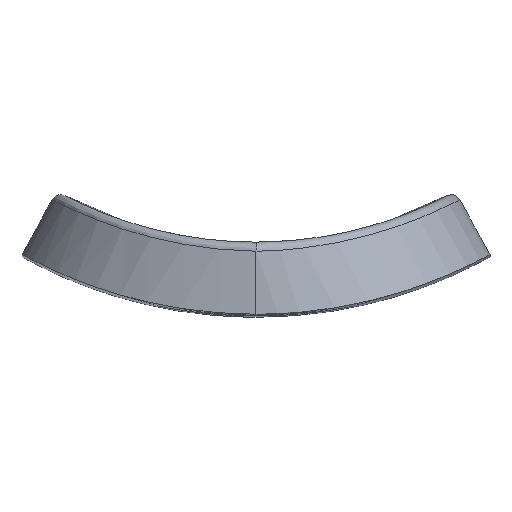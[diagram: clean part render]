
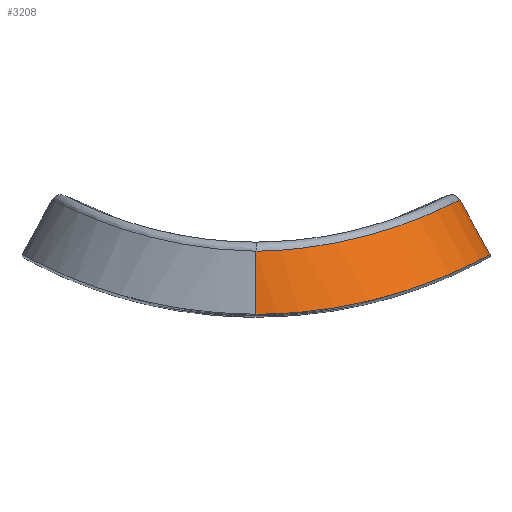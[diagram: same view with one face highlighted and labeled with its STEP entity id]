
A CAD part, top view. The second image highlights one B-rep face of the part: STEP entity #3208.
In plain terms, the highlighted cylindrical face has radius 12 mm (diameter 24 mm), a partial arc.
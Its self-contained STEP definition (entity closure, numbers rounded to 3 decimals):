
#88 = CARTESIAN_POINT ( 'NONE',  ( 11.29, 2.706, 37.337 ) ) ;
#343 = CARTESIAN_POINT ( 'NONE',  ( 8.056, 4.805, 40.5 ) ) ;
#479 = CARTESIAN_POINT ( 'NONE',  ( 9.196, 5.278, 38.67 ) ) ;
#525 = CARTESIAN_POINT ( 'NONE',  ( 7.131, 4.464, 41.601 ) ) ;
#698 = CARTESIAN_POINT ( 'NONE',  ( 0., 1.081, 45. ) ) ;
#895 = CARTESIAN_POINT ( 'NONE',  ( 4.353, 0.381, 44.321 ) ) ;
#918 = EDGE_CURVE ( 'NONE', #12532, #11888, #8610, .T. ) ;
#953 = VERTEX_POINT ( 'NONE', #7965 ) ;
#1082 = CARTESIAN_POINT ( 'NONE',  ( 11.717, 2.929, 35.792 ) ) ;
#1391 = CARTESIAN_POINT ( 'NONE',  ( 1.462, 3.297, 44.657 ) ) ;
#1479 = CARTESIAN_POINT ( 'NONE',  ( 9.96, 5.64, 36.624 ) ) ;
#1535 = CARTESIAN_POINT ( 'NONE',  ( 0.369, 3.237, 44.856 ) ) ;
#1845 = CARTESIAN_POINT ( 'NONE',  ( 10.517, 2.325, 39.15 ) ) ;
#1927 = CARTESIAN_POINT ( 'NONE',  ( 7.494, 1.144, 42.694 ) ) ;
#2148 = CARTESIAN_POINT ( 'NONE',  ( 12., 3.082, 33. ) ) ;
#2422 = CARTESIAN_POINT ( 'NONE',  ( 4.535, 3.749, 43.522 ) ) ;
#2609 = CARTESIAN_POINT ( 'NONE',  ( 2.886, 3.446, 44.266 ) ) ;
#2688 = LINE ( 'NONE', #8745, #6103 ) ;
#2791 = CARTESIAN_POINT ( 'NONE',  ( 3.198, 0.203, 44.65 ) ) ;
#2812 = VERTEX_POINT ( 'NONE', #2148 ) ;
#3181 = CARTESIAN_POINT ( 'NONE',  ( 12., 3.082, 33. ) ) ;
#3208 = ADVANCED_FACE ( 'NONE', ( #12686 ), #11067, .T. ) ;
#3489 = CARTESIAN_POINT ( 'NONE',  ( 5.468, 3.97, 42.959 ) ) ;
#3953 = CARTESIAN_POINT ( 'NONE',  ( 9.659, 1.948, 40.467 ) ) ;
#4145 = CARTESIAN_POINT ( 'NONE',  ( 12., 3.082, 33.813 ) ) ;
#4594 = CARTESIAN_POINT ( 'NONE',  ( 10.394, 5.859, 34.476 ) ) ;
#4729 = CARTESIAN_POINT ( 'NONE',  ( 8.472, 4.97, 39.91 ) ) ;
#4897 = CARTESIAN_POINT ( 'NONE',  ( 0., 0., 45. ) ) ;
#4986 = CARTESIAN_POINT ( 'NONE',  ( 3.974, 0.316, 44.443 ) ) ;
#5264 = CARTESIAN_POINT ( 'NONE',  ( 11.628, 2.882, 36.181 ) ) ;
#5511 = EDGE_LOOP ( 'NONE', ( #9097, #10518, #11167, #11800 ) ) ;
#5626 = CARTESIAN_POINT ( 'NONE',  ( 10.215, 5.768, 35.557 ) ) ;
#5648 = DIRECTION ( 'NONE',  ( 0.482, -0.876, 0. ) ) ;
#5669 = CARTESIAN_POINT ( 'NONE',  ( 9.854, 5.588, 36.978 ) ) ;
#5690 = CARTESIAN_POINT ( 'NONE',  ( -10.515, 19.117, 33. ) ) ;
#5745 = DIRECTION ( 'NONE',  ( 0.482, -0.876, 0. ) ) ;
#5981 = B_SPLINE_CURVE_WITH_KNOTS ( 'NONE', 3,
 ( #3181, #4145, #11347, #1082, #5264, #6302, #88, #8256, #1845, #7967, #3953, #7116, #8060, #9081, #1927, #12077, #6979, #895, #4986, #2791, #8017, #8155, #11025, #4897 ),
 .UNSPECIFIED., .F., .F.,
 ( 4, 2, 2, 2, 2, 2, 2, 2, 2, 2, 2, 4 ),
 ( 0., 0.002, 0.004, 0.005, 0.007, 0.008, 0.01, 0.012, 0.014, 0.016, 0.017, 0.019 ),
 .UNSPECIFIED. ) ;
#6103 = VECTOR ( 'NONE', #5648, 1000. ) ;
#6211 = EDGE_CURVE ( 'NONE', #12532, #2812, #2688, .T. ) ;
#6302 = CARTESIAN_POINT ( 'NONE',  ( 11.415, 2.77, 36.954 ) ) ;
#6661 = CARTESIAN_POINT ( 'NONE',  ( 3.563, 3.554, 44.006 ) ) ;
#6688 = DIRECTION ( 'NONE',  ( 0.876, 0.482, 0. ) ) ;
#6979 = CARTESIAN_POINT ( 'NONE',  ( 5.461, 0.595, 43.903 ) ) ;
#7116 = CARTESIAN_POINT ( 'NONE',  ( 9.172, 1.749, 41.082 ) ) ;
#7251 = CARTESIAN_POINT ( 'NONE',  ( 0., 3.231, 44.899 ) ) ;
#7616 = CARTESIAN_POINT ( 'NONE',  ( 7.833, 4.719, 40.787 ) ) ;
#7748 = CARTESIAN_POINT ( 'NONE',  ( 6.615, 4.293, 42.092 ) ) ;
#7873 = EDGE_CURVE ( 'NONE', #2812, #953, #5981, .T. ) ;
#7965 = CARTESIAN_POINT ( 'NONE',  ( 0., 0., 45. ) ) ;
#7967 = CARTESIAN_POINT ( 'NONE',  ( 9.888, 2.046, 40.144 ) ) ;
#8017 = CARTESIAN_POINT ( 'NONE',  ( 2.803, 0.155, 44.736 ) ) ;
#8048 =( BOUNDED_CURVE ( )  B_SPLINE_CURVE ( 3, ( #9072, #698, #13181, #13048 ),
 .UNSPECIFIED., .F., .T. ) 
 B_SPLINE_CURVE_WITH_KNOTS ( ( 4, 4 ),
 ( 4.712, 4.843 ),
 .UNSPECIFIED. ) 
 CURVE ( )  GEOMETRIC_REPRESENTATION_ITEM ( )  RATIONAL_B_SPLINE_CURVE ( ( 1., 0.999, 0.999, 1. ) ) 
 REPRESENTATION_ITEM ( '' )  );
#8060 = CARTESIAN_POINT ( 'NONE',  ( 8.914, 1.648, 41.374 ) ) ;
#8155 = CARTESIAN_POINT ( 'NONE',  ( 1.616, 0.04, 44.937 ) ) ;
#8256 = CARTESIAN_POINT ( 'NONE',  ( 10.865, 2.493, 38.449 ) ) ;
#8610 = B_SPLINE_CURVE_WITH_KNOTS ( 'NONE', 3,
 ( #10741, #10797, #4594, #5626, #12830, #1479, #5669, #11893, #479, #11839, #4729, #343, #7616, #525, #7748, #9651, #3489, #8724, #2422, #6661, #2609, #12882, #1391, #12921, #1535, #8636 ),
 .UNSPECIFIED., .F., .F.,
 ( 4, 2, 2, 2, 2, 2, 2, 2, 2, 2, 2, 2, 4 ),
 ( 0., 0.002, 0.003, 0.004, 0.007, 0.008, 0.009, 0.011, 0.012, 0.013, 0.015, 0.016, 0.018 ),
 .UNSPECIFIED. ) ;
#8636 = CARTESIAN_POINT ( 'NONE',  ( 0., 3.231, 44.899 ) ) ;
#8724 = CARTESIAN_POINT ( 'NONE',  ( 4.851, 3.82, 43.345 ) ) ;
#8745 = CARTESIAN_POINT ( 'NONE',  ( 12., 3.082, 33. ) ) ;
#8957 = CARTESIAN_POINT ( 'NONE',  ( 10.455, 5.891, 33. ) ) ;
#9072 = CARTESIAN_POINT ( 'NONE',  ( 0., 0., 45. ) ) ;
#9081 = CARTESIAN_POINT ( 'NONE',  ( 8.097, 1.346, 42.202 ) ) ;
#9097 = ORIENTED_EDGE ( 'NONE', *, *, #6211, .F. ) ;
#9651 = CARTESIAN_POINT ( 'NONE',  ( 5.765, 4.05, 42.752 ) ) ;
#10301 = AXIS2_PLACEMENT_3D ( 'NONE', #5690, #5745, #6688 ) ;
#10518 = ORIENTED_EDGE ( 'NONE', *, *, #918, .T. ) ;
#10741 = CARTESIAN_POINT ( 'NONE',  ( 10.455, 5.891, 33. ) ) ;
#10797 = CARTESIAN_POINT ( 'NONE',  ( 10.455, 5.891, 33.744 ) ) ;
#11025 = CARTESIAN_POINT ( 'NONE',  ( 0.813, 0., 45. ) ) ;
#11067 = CYLINDRICAL_SURFACE ( 'NONE', #10301, 12. ) ;
#11167 = ORIENTED_EDGE ( 'NONE', *, *, #12153, .F. ) ;
#11347 = CARTESIAN_POINT ( 'NONE',  ( 11.928, 3.043, 34.613 ) ) ;
#11800 = ORIENTED_EDGE ( 'NONE', *, *, #7873, .F. ) ;
#11839 = CARTESIAN_POINT ( 'NONE',  ( 8.664, 5.05, 39.606 ) ) ;
#11888 = VERTEX_POINT ( 'NONE', #7251 ) ;
#11893 = CARTESIAN_POINT ( 'NONE',  ( 9.493, 5.415, 38.013 ) ) ;
#12077 = CARTESIAN_POINT ( 'NONE',  ( 6.164, 0.765, 43.552 ) ) ;
#12153 = EDGE_CURVE ( 'NONE', #953, #11888, #8048, .T. ) ;
#12532 = VERTEX_POINT ( 'NONE', #8957 ) ;
#12686 = FACE_OUTER_BOUND ( 'NONE', #5511, .T. ) ;
#12830 = CARTESIAN_POINT ( 'NONE',  ( 10.14, 5.73, 35.915 ) ) ;
#12882 = CARTESIAN_POINT ( 'NONE',  ( 1.824, 3.329, 44.57 ) ) ;
#12921 = CARTESIAN_POINT ( 'NONE',  ( 0.736, 3.251, 44.799 ) ) ;
#13048 = CARTESIAN_POINT ( 'NONE',  ( 0., 3.231, 44.899 ) ) ;
#13181 = CARTESIAN_POINT ( 'NONE',  ( 0., 2.16, 44.966 ) ) ;
